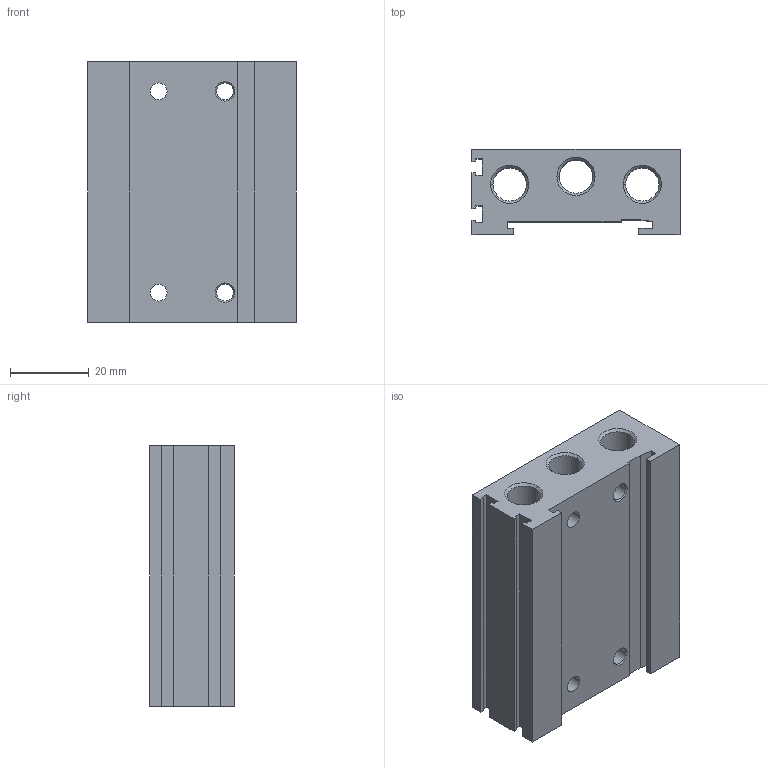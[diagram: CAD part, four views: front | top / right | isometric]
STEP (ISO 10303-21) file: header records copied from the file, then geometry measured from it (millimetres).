
FILE_DESCRIPTION (( 'STEP AP203' ), '1' );
FILE_NAME ('am-3982 Four Slot CKD Pneumatic Manifold.STEP', '2025-03-26T19:06:25', ( '' ), ( '' ), 'SwSTEP 2.0', 'SolidWorks 2024', '' );
FILE_SCHEMA (( 'CONFIG_CONTROL_DESIGN' ));
Length unit declared in the file: inch
Products named in the file (1): am-3982 Four Slot CKD Pneumatic Manifold
Bounding box: 53 x 21.6 x 66.3 mm (x, y, z)
Volume: 52330.5 mm3; surface area: 21919.6 mm2
Topology: 1 solids, 1 shells, 240 faces, 704 edges, 452 vertices
Faces by surface type: cylinder 135, plane 73, cone 32
Entity records: 9455 total; most frequent: CARTESIAN_POINT 3042, ORIENTED_EDGE 1376, DIRECTION 1280, EDGE_CURVE 688, AXIS2_PLACEMENT_3D 498, VERTEX_POINT 452, EDGE_LOOP 312, LINE 284
